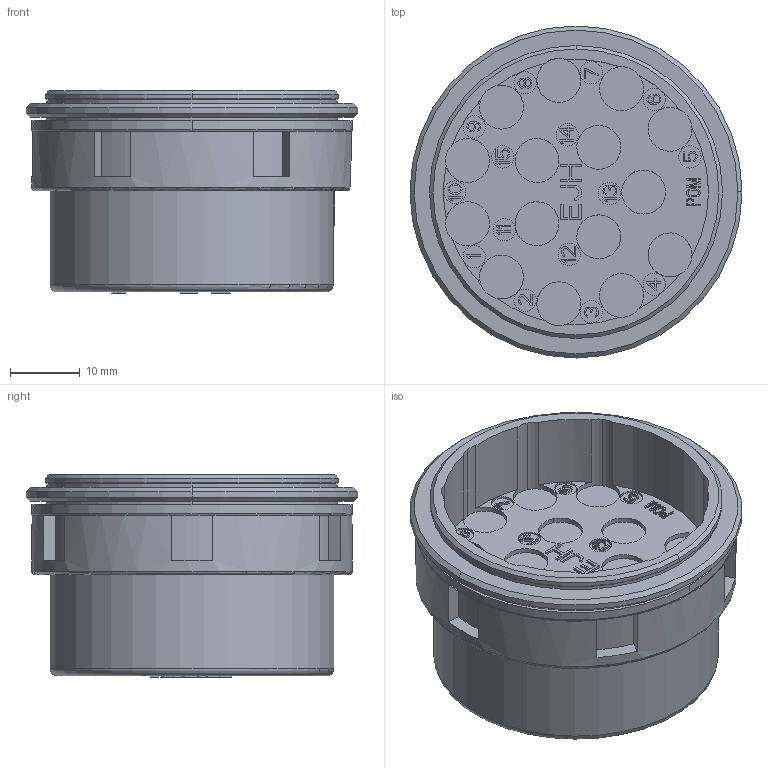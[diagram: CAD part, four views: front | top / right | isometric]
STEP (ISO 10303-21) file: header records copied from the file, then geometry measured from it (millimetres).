
FILE_DESCRIPTION((''),'2;1');
FILE_NAME('381287_SW0001','2021-06-16T11:31:43',('teru'),(''),'CREO PARAMETRIC BY PTC INC, 2017380','CREO PARAMETRIC BY PTC INC, 2017380','');
FILE_SCHEMA(('CONFIG_CONTROL_DESIGN'));
Length unit declared in the file: millimetre
Products named in the file (1): 381287_SW0001
Bounding box: 47.6 x 47.6 x 29.01 mm (x, y, z)
Volume: 28316.3 mm3; surface area: 10407 mm2
Topology: 1 solids, 2 shells, 1375 faces, 3802 edges, 2527 vertices
Faces by surface type: plane 1242, cylinder 123, cone 6, torus 4
Entity records: 43240 total; most frequent: CARTESIAN_POINT 7746, ORIENTED_EDGE 7604, DIRECTION 6852, EDGE_CURVE 3802, VECTOR 3482, LINE 3482, VERTEX_POINT 2527, AXIS2_PLACEMENT_3D 1685
